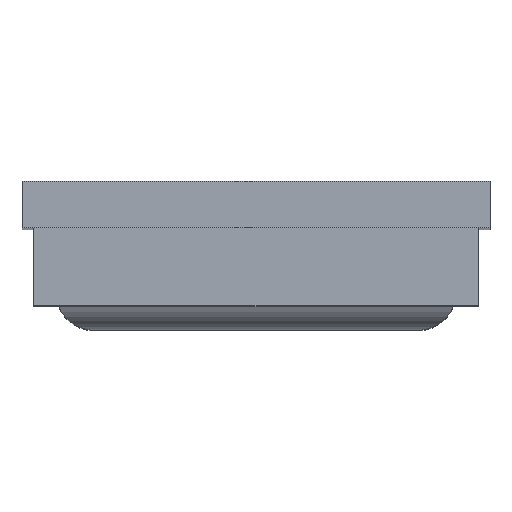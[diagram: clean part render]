
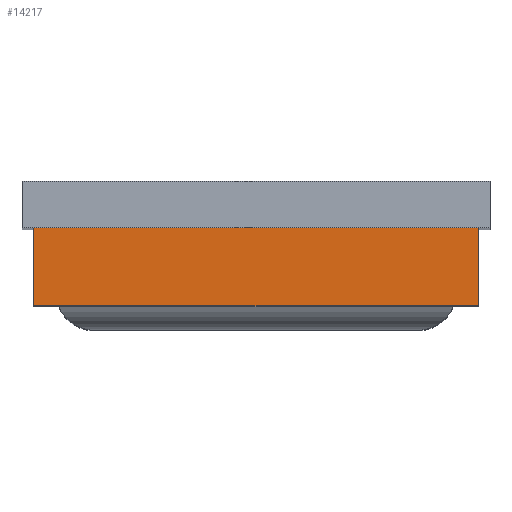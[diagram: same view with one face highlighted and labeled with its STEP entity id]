
A CAD part, top view. The second image highlights one B-rep face of the part: STEP entity #14217.
In plain terms, the highlighted face is planar.
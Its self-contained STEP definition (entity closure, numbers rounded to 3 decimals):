
#7046=DIRECTION('',(-1.,0.,0.));
#7047=VECTOR('',#7046,5.7);
#7048=CARTESIAN_POINT('',(2.85,0.,-9.35));
#7049=LINE('',#7048,#7047);
#8954=DIRECTION('',(0.,1.,0.));
#8955=VECTOR('',#8954,1.);
#8956=CARTESIAN_POINT('',(-2.85,0.,-9.35));
#8957=LINE('',#8956,#8955);
#8958=DIRECTION('',(0.,1.,0.));
#8959=VECTOR('',#8958,1.);
#8960=CARTESIAN_POINT('',(2.85,0.,-9.35));
#8961=LINE('',#8960,#8959);
#8974=DIRECTION('',(-1.,0.,0.));
#8975=VECTOR('',#8974,5.7);
#8976=CARTESIAN_POINT('',(2.85,1.,-9.35));
#8977=LINE('',#8976,#8975);
#9002=CARTESIAN_POINT('',(-2.85,1.,-9.35));
#9004=VERTEX_POINT('',#9002);
#9008=CARTESIAN_POINT('',(2.85,1.,-9.35));
#9009=VERTEX_POINT('',#9008);
#9010=CARTESIAN_POINT('',(-2.85,0.,-9.35));
#9012=VERTEX_POINT('',#9010);
#9016=CARTESIAN_POINT('',(2.85,0.,-9.35));
#9017=VERTEX_POINT('',#9016);
#14204=CARTESIAN_POINT('',(2.85,0.,-9.35));
#14205=DIRECTION('',(0.,0.,-1.));
#14206=DIRECTION('',(-1.,0.,0.));
#14207=AXIS2_PLACEMENT_3D('',#14204,#14205,#14206);
#14208=PLANE('',#14207);
#14209=ORIENTED_EDGE('',*,*,#10419,.F.);
#14211=ORIENTED_EDGE('',*,*,#14210,.T.);
#14213=ORIENTED_EDGE('',*,*,#14212,.T.);
#14214=ORIENTED_EDGE('',*,*,#14188,.F.);
#14215=EDGE_LOOP('',(#14209,#14211,#14213,#14214));
#14216=FACE_OUTER_BOUND('',#14215,.F.);
#14217=ADVANCED_FACE('',(#14216),#14208,.T.);
#10419=EDGE_CURVE('',#9017,#9012,#7049,.T.);
#14188=EDGE_CURVE('',#9012,#9004,#8957,.T.);
#14210=EDGE_CURVE('',#9017,#9009,#8961,.T.);
#14212=EDGE_CURVE('',#9009,#9004,#8977,.T.);
